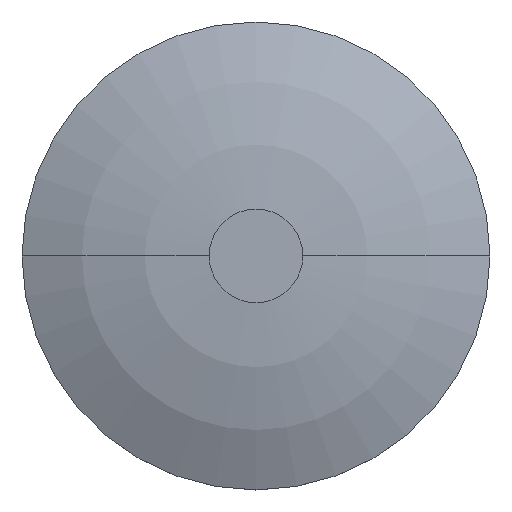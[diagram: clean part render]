
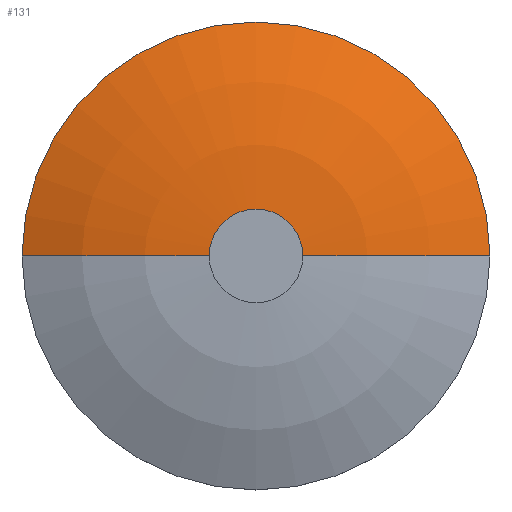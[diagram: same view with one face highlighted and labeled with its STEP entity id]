
A CAD part, top view. The second image highlights one B-rep face of the part: STEP entity #131.
In plain terms, the highlighted toroidal (fillet/blend) face has major radius 0.8 mm and minor radius 7.236 mm.
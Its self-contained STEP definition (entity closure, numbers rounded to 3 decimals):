
#8 = CARTESIAN_POINT ( 'NONE',  ( 4., 0., 0.254 ) ) ;
#15 = FACE_OUTER_BOUND ( 'NONE', #223, .T. ) ;
#22 = EDGE_CURVE ( 'NONE', #25, #194, #229, .T. ) ;
#25 = VERTEX_POINT ( 'NONE', #8 ) ;
#36 = VERTEX_POINT ( 'NONE', #348 ) ;
#37 = EDGE_CURVE ( 'NONE', #194, #405, #268, .T. ) ;
#53 = CIRCLE ( 'NONE', #409, 7.236 ) ;
#62 = AXIS2_PLACEMENT_3D ( 'NONE', #411, #280, #417 ) ;
#63 = AXIS2_PLACEMENT_3D ( 'NONE', #252, #387, #218 ) ;
#68 = CARTESIAN_POINT ( 'NONE',  ( -4., 0., 0.254 ) ) ;
#74 = ORIENTED_EDGE ( 'NONE', *, *, #22, .T. ) ;
#94 = ORIENTED_EDGE ( 'NONE', *, *, #370, .F. ) ;
#113 = CARTESIAN_POINT ( 'NONE',  ( -0.8, 0., 1. ) ) ;
#117 = CARTESIAN_POINT ( 'NONE',  ( 0., 0., -6.236 ) ) ;
#128 = AXIS2_PLACEMENT_3D ( 'NONE', #117, #314, #379 ) ;
#131 = ADVANCED_FACE ( 'NONE', ( #15 ), #363, .T. ) ;
#165 = DIRECTION ( 'NONE',  ( 0., -1., 0. ) ) ;
#173 = DIRECTION ( 'NONE',  ( 0., 1., 0. ) ) ;
#187 = ORIENTED_EDGE ( 'NONE', *, *, #37, .T. ) ;
#191 = CIRCLE ( 'NONE', #63, 0.8 ) ;
#194 = VERTEX_POINT ( 'NONE', #68 ) ;
#203 = EDGE_CURVE ( 'NONE', #25, #36, #53, .T. ) ;
#214 = DIRECTION ( 'NONE',  ( -1., 0., 0. ) ) ;
#218 = DIRECTION ( 'NONE',  ( 1., 0., 0. ) ) ;
#223 = EDGE_LOOP ( 'NONE', ( #74, #187, #94, #270 ) ) ;
#224 = AXIS2_PLACEMENT_3D ( 'NONE', #283, #173, #214 ) ;
#229 = CIRCLE ( 'NONE', #62, 4. ) ;
#236 = CARTESIAN_POINT ( 'NONE',  ( 0.8, 0., -6.236 ) ) ;
#241 = DIRECTION ( 'NONE',  ( 0., 0., -1. ) ) ;
#252 = CARTESIAN_POINT ( 'NONE',  ( 0., 0., 1. ) ) ;
#268 = CIRCLE ( 'NONE', #224, 7.236 ) ;
#270 = ORIENTED_EDGE ( 'NONE', *, *, #203, .F. ) ;
#280 = DIRECTION ( 'NONE',  ( 0., 0., 1. ) ) ;
#283 = CARTESIAN_POINT ( 'NONE',  ( -0.8, 0., -6.236 ) ) ;
#314 = DIRECTION ( 'NONE',  ( 0., 0., 1. ) ) ;
#348 = CARTESIAN_POINT ( 'NONE',  ( 0.8, 0., 1. ) ) ;
#363 = TOROIDAL_SURFACE ( 'NONE', #128, 0.8, 7.236 ) ;
#370 = EDGE_CURVE ( 'NONE', #36, #405, #191, .T. ) ;
#379 = DIRECTION ( 'NONE',  ( 1., 0., 0. ) ) ;
#387 = DIRECTION ( 'NONE',  ( 0., 0., 1. ) ) ;
#405 = VERTEX_POINT ( 'NONE', #113 ) ;
#409 = AXIS2_PLACEMENT_3D ( 'NONE', #236, #165, #241 ) ;
#411 = CARTESIAN_POINT ( 'NONE',  ( 0., 0., 0.254 ) ) ;
#417 = DIRECTION ( 'NONE',  ( 1., 0., 0. ) ) ;
